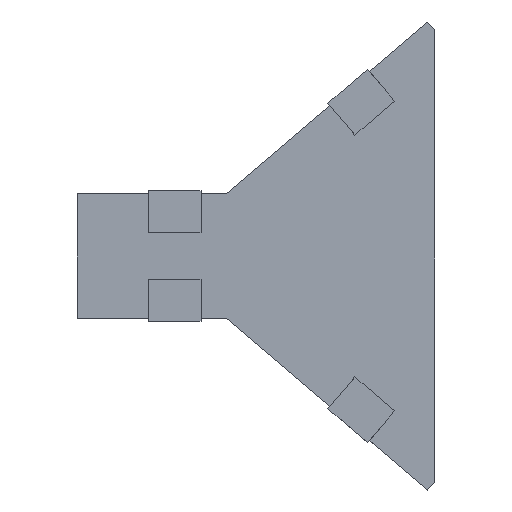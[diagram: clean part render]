
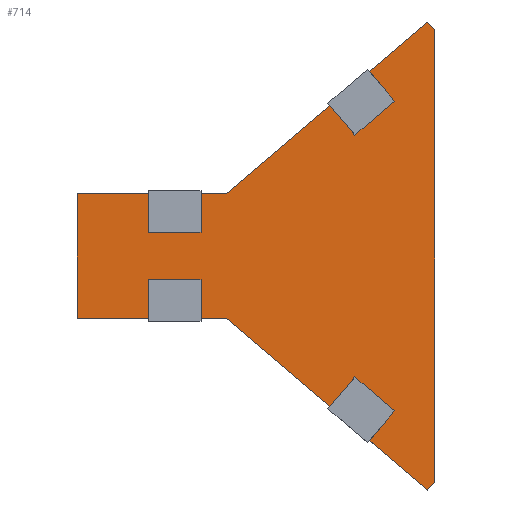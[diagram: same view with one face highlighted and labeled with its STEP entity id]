
A CAD part, top view. The second image highlights one B-rep face of the part: STEP entity #714.
In plain terms, the highlighted planar face has unit normal (0, 0, 1).
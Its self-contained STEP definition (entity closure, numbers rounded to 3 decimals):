
#29=FACE_OUTER_BOUND('',#72,.T.);
#72=EDGE_LOOP('',(#484,#485,#486,#487,#488,#489,#490,#491));
#113=LINE('',#999,#210);
#124=LINE('',#1021,#221);
#125=LINE('',#1023,#222);
#126=LINE('',#1025,#223);
#127=LINE('',#1027,#224);
#128=LINE('',#1029,#225);
#129=LINE('',#1031,#226);
#130=LINE('',#1032,#227);
#210=VECTOR('',#810,1.);
#221=VECTOR('',#825,1.);
#222=VECTOR('',#826,1.);
#223=VECTOR('',#827,10.);
#224=VECTOR('',#828,1.);
#225=VECTOR('',#829,1.);
#226=VECTOR('',#830,1.);
#227=VECTOR('',#831,1.);
#307=VERTEX_POINT('',#997);
#308=VERTEX_POINT('',#998);
#317=VERTEX_POINT('',#1020);
#318=VERTEX_POINT('',#1022);
#319=VERTEX_POINT('',#1024);
#320=VERTEX_POINT('',#1026);
#321=VERTEX_POINT('',#1028);
#322=VERTEX_POINT('',#1030);
#373=EDGE_CURVE('',#307,#308,#113,.T.);
#384=EDGE_CURVE('',#307,#317,#124,.T.);
#385=EDGE_CURVE('',#317,#318,#125,.T.);
#386=EDGE_CURVE('',#319,#318,#126,.T.);
#387=EDGE_CURVE('',#319,#320,#127,.T.);
#388=EDGE_CURVE('',#320,#321,#128,.T.);
#389=EDGE_CURVE('',#321,#322,#129,.T.);
#390=EDGE_CURVE('',#308,#322,#130,.T.);
#484=ORIENTED_EDGE('',*,*,#373,.F.);
#485=ORIENTED_EDGE('',*,*,#384,.T.);
#486=ORIENTED_EDGE('',*,*,#385,.T.);
#487=ORIENTED_EDGE('',*,*,#386,.F.);
#488=ORIENTED_EDGE('',*,*,#387,.T.);
#489=ORIENTED_EDGE('',*,*,#388,.T.);
#490=ORIENTED_EDGE('',*,*,#389,.T.);
#491=ORIENTED_EDGE('',*,*,#390,.F.);
#672=PLANE('',#763);
#714=ADVANCED_FACE('',(#29),#672,.T.);
#763=AXIS2_PLACEMENT_3D('',#1019,#823,#824);
#810=DIRECTION('',(-0.761,0.648,0.));
#823=DIRECTION('center_axis',(0.,0.,1.));
#824=DIRECTION('ref_axis',(1.,0.,0.));
#825=DIRECTION('',(0.648,0.761,0.));
#826=DIRECTION('',(0.,1.,0.));
#827=DIRECTION('',(0.648,-0.761,0.));
#828=DIRECTION('',(-0.761,-0.648,0.));
#829=DIRECTION('',(-1.,0.,0.));
#830=DIRECTION('',(0.,-1.,0.));
#831=DIRECTION('',(-1.,0.,0.));
#997=CARTESIAN_POINT('',(155.628,-61.471,0.8));
#998=CARTESIAN_POINT('',(70.728,10.829,0.8));
#999=CARTESIAN_POINT('',(92.453,-7.672,0.8));
#1019=CARTESIAN_POINT('Origin',(67.828,37.029,0.8));
#1020=CARTESIAN_POINT('',(158.428,-58.184,0.8));
#1021=CARTESIAN_POINT('',(157.028,-59.828,0.8));
#1022=CARTESIAN_POINT('',(158.428,132.241,0.8));
#1023=CARTESIAN_POINT('',(158.428,37.029,0.8));
#1024=CARTESIAN_POINT('',(155.628,135.529,0.8));
#1025=CARTESIAN_POINT('',(155.628,135.529,0.8));
#1026=CARTESIAN_POINT('',(70.728,63.229,0.8));
#1027=CARTESIAN_POINT('',(92.453,81.729,0.8));
#1028=CARTESIAN_POINT('',(8.128,63.229,0.8));
#1029=CARTESIAN_POINT('',(53.628,63.229,0.8));
#1030=CARTESIAN_POINT('',(8.128,10.829,0.8));
#1031=CARTESIAN_POINT('',(8.128,37.029,0.8));
#1032=CARTESIAN_POINT('',(65.526,10.829,0.8));
